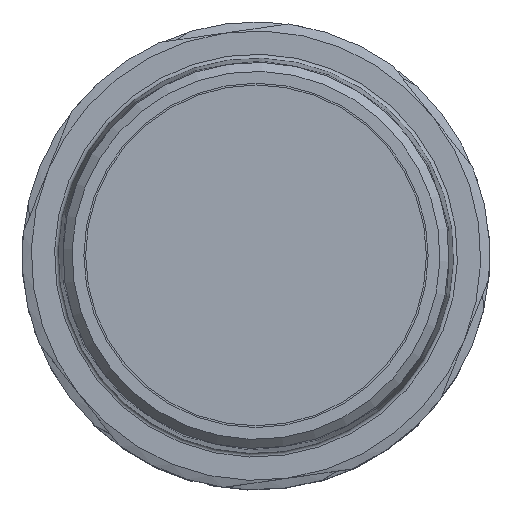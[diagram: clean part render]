
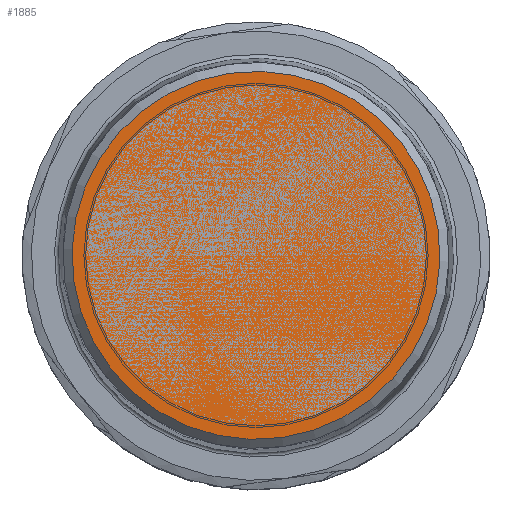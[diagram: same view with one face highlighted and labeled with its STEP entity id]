
A CAD part, top view. The second image highlights one B-rep face of the part: STEP entity #1885.
In plain terms, the highlighted planar face has unit normal (0, 0, 1).
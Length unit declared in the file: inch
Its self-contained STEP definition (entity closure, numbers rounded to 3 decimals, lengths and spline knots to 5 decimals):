
#340=FACE_OUTER_BOUND('',#456,.T.);
#456=EDGE_LOOP('',(#1390));
#577=CIRCLE('',#2083,2.09472);
#750=VERTEX_POINT('',#3183);
#979=EDGE_CURVE('',#750,#750,#577,.T.);
#1390=ORIENTED_EDGE('',*,*,#979,.F.);
#1693=PLANE('',#2082);
#1885=ADVANCED_FACE('',(#340),#1693,.F.);
#2082=AXIS2_PLACEMENT_3D('',#3182,#2493,#2494);
#2083=AXIS2_PLACEMENT_3D('',#3184,#2495,#2496);
#2493=DIRECTION('center_axis',(0.,0.,-1.));
#2494=DIRECTION('ref_axis',(0.99,0.142,0.));
#2495=DIRECTION('center_axis',(0.,0.,-1.));
#2496=DIRECTION('ref_axis',(0.99,0.142,0.));
#3182=CARTESIAN_POINT('Origin',(-0.10348,-0.1952,6.5432));
#3183=CARTESIAN_POINT('',(-2.17697,-0.49271,6.5432));
#3184=CARTESIAN_POINT('Origin',(-0.10348,-0.1952,6.5432));
